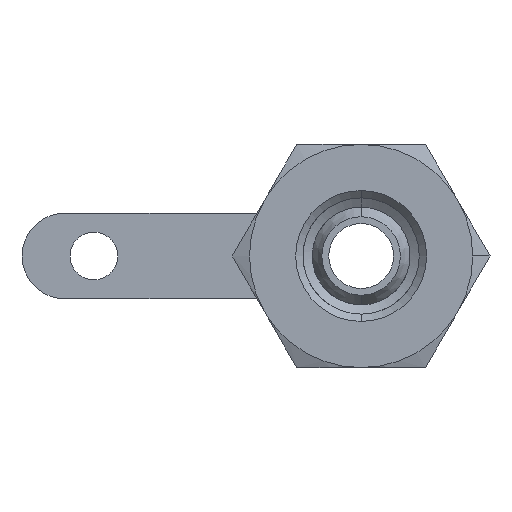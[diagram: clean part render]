
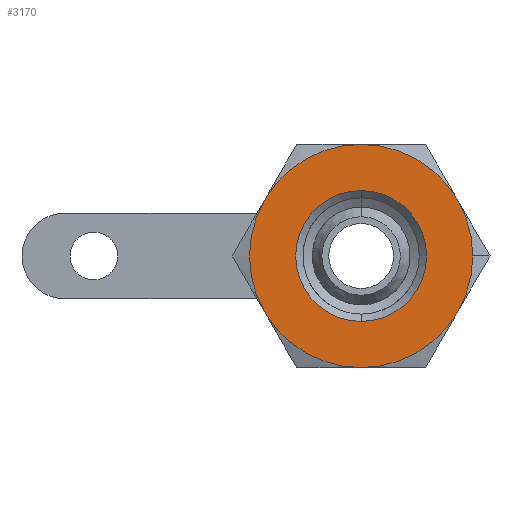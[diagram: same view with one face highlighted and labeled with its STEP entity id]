
A CAD part, front view. The second image highlights one B-rep face of the part: STEP entity #3170.
In plain terms, the highlighted planar face has unit normal (0, -1, 0).
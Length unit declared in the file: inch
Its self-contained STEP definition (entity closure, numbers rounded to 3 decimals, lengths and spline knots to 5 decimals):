
#12 = VERTEX_POINT ( 'NONE', #3557 ) ;
#35 = DIRECTION ( 'NONE',  ( 0., -1., 0. ) ) ;
#59 = CARTESIAN_POINT ( 'NONE',  ( -0.01313, -0.44648, 0.00038 ) ) ;
#115 = VERTEX_POINT ( 'NONE', #1958 ) ;
#116 = AXIS2_PLACEMENT_3D ( 'NONE', #2732, #299, #3139 ) ;
#263 = CARTESIAN_POINT ( 'NONE',  ( -0.01313, -0.44648, -0.10662 ) ) ;
#299 = DIRECTION ( 'NONE',  ( 0., -1., 0. ) ) ;
#322 = ORIENTED_EDGE ( 'NONE', *, *, #3686, .T. ) ;
#365 = CARTESIAN_POINT ( 'NONE',  ( -0.17118, -0.44648, -0.09087 ) ) ;
#384 = DIRECTION ( 'NONE',  ( 0., -1., 0. ) ) ;
#469 = DIRECTION ( 'NONE',  ( 1., 0., 0. ) ) ;
#475 = CARTESIAN_POINT ( 'NONE',  ( -0.01313, -0.44648, 0.18288 ) ) ;
#523 = DIRECTION ( 'NONE',  ( 0., -1., 0. ) ) ;
#539 = EDGE_CURVE ( 'NONE', #780, #1767, #3531, .T. ) ;
#576 = CARTESIAN_POINT ( 'NONE',  ( -0.01313, -0.44648, 0.00038 ) ) ;
#679 = EDGE_LOOP ( 'NONE', ( #1489, #322, #1625, #1849, #2760, #4900, #2631 ) ) ;
#780 = VERTEX_POINT ( 'NONE', #4225 ) ;
#819 = CIRCLE ( 'NONE', #5107, 0.1825 ) ;
#965 = EDGE_LOOP ( 'NONE', ( #3977, #2153 ) ) ;
#1001 = DIRECTION ( 'NONE',  ( 1., 0., 0. ) ) ;
#1285 = CARTESIAN_POINT ( 'NONE',  ( -0.01313, -0.44648, -0.18212 ) ) ;
#1338 = CIRCLE ( 'NONE', #1766, 0.1825 ) ;
#1437 = CARTESIAN_POINT ( 'NONE',  ( -0.01313, -0.44648, 0.00038 ) ) ;
#1480 = CIRCLE ( 'NONE', #3668, 0.1825 ) ;
#1489 = ORIENTED_EDGE ( 'NONE', *, *, #539, .T. ) ;
#1522 = VERTEX_POINT ( 'NONE', #1800 ) ;
#1625 = ORIENTED_EDGE ( 'NONE', *, *, #2043, .T. ) ;
#1632 = EDGE_CURVE ( 'NONE', #4819, #3802, #1480, .T. ) ;
#1694 = DIRECTION ( 'NONE',  ( 0., 1., 0. ) ) ;
#1766 = AXIS2_PLACEMENT_3D ( 'NONE', #2952, #523, #3372 ) ;
#1767 = VERTEX_POINT ( 'NONE', #475 ) ;
#1800 = CARTESIAN_POINT ( 'NONE',  ( -0.17118, -0.44648, 0.09163 ) ) ;
#1849 = ORIENTED_EDGE ( 'NONE', *, *, #1632, .T. ) ;
#1858 = DIRECTION ( 'NONE',  ( 1., 0., 0. ) ) ;
#1922 = CARTESIAN_POINT ( 'NONE',  ( -0.01313, -0.44648, 0.00038 ) ) ;
#1958 = CARTESIAN_POINT ( 'NONE',  ( 0.14492, -0.44648, -0.09087 ) ) ;
#2043 = EDGE_CURVE ( 'NONE', #1522, #4819, #819, .T. ) ;
#2078 = CARTESIAN_POINT ( 'NONE',  ( -0.01313, -0.44648, 0.00038 ) ) ;
#2153 = ORIENTED_EDGE ( 'NONE', *, *, #4662, .T. ) ;
#2297 = AXIS2_PLACEMENT_3D ( 'NONE', #1437, #4314, #1858 ) ;
#2314 = FACE_OUTER_BOUND ( 'NONE', #679, .T. ) ;
#2329 = DIRECTION ( 'NONE',  ( 1., 0., 0. ) ) ;
#2473 = CARTESIAN_POINT ( 'NONE',  ( -0.01313, -0.44648, 0.00038 ) ) ;
#2476 = DIRECTION ( 'NONE',  ( 1., 0., 0. ) ) ;
#2505 = CIRCLE ( 'NONE', #2297, 0.1825 ) ;
#2631 = ORIENTED_EDGE ( 'NONE', *, *, #3351, .T. ) ;
#2638 = CIRCLE ( 'NONE', #4914, 0.107 ) ;
#2732 = CARTESIAN_POINT ( 'NONE',  ( -0.01313, -0.44648, 0.00038 ) ) ;
#2760 = ORIENTED_EDGE ( 'NONE', *, *, #2986, .T. ) ;
#2767 = CIRCLE ( 'NONE', #4388, 0.1825 ) ;
#2802 = PLANE ( 'NONE',  #3565 ) ;
#2824 = CARTESIAN_POINT ( 'NONE',  ( 0.08187, -0.44648, 0.00038 ) ) ;
#2869 = CIRCLE ( 'NONE', #116, 0.1825 ) ;
#2879 = DIRECTION ( 'NONE',  ( 1., 0., 0. ) ) ;
#2897 = DIRECTION ( 'NONE',  ( 0., -1., 0. ) ) ;
#2952 = CARTESIAN_POINT ( 'NONE',  ( -0.01313, -0.44648, 0.00038 ) ) ;
#2986 = EDGE_CURVE ( 'NONE', #3802, #115, #2505, .T. ) ;
#3057 = VERTEX_POINT ( 'NONE', #3095 ) ;
#3095 = CARTESIAN_POINT ( 'NONE',  ( -0.01313, -0.44648, 0.10738 ) ) ;
#3139 = DIRECTION ( 'NONE',  ( 1., 0., 0. ) ) ;
#3153 = AXIS2_PLACEMENT_3D ( 'NONE', #576, #3423, #1001 ) ;
#3170 = ADVANCED_FACE ( 'NONE', ( #4382, #2314 ), #2802, .T. ) ;
#3232 = DIRECTION ( 'NONE',  ( -1., 0., 0. ) ) ;
#3351 = EDGE_CURVE ( 'NONE', #12, #780, #2869, .T. ) ;
#3372 = DIRECTION ( 'NONE',  ( 1., 0., 0. ) ) ;
#3423 = DIRECTION ( 'NONE',  ( 0., -1., 0. ) ) ;
#3531 = CIRCLE ( 'NONE', #3153, 0.1825 ) ;
#3557 = CARTESIAN_POINT ( 'NONE',  ( 0.16937, -0.44648, 0.00038 ) ) ;
#3565 = AXIS2_PLACEMENT_3D ( 'NONE', #2824, #384, #3232 ) ;
#3668 = AXIS2_PLACEMENT_3D ( 'NONE', #2473, #35, #2879 ) ;
#3686 = EDGE_CURVE ( 'NONE', #1767, #1522, #2767, .T. ) ;
#3743 = EDGE_CURVE ( 'NONE', #4571, #3057, #2638, .T. ) ;
#3802 = VERTEX_POINT ( 'NONE', #1285 ) ;
#3969 = CIRCLE ( 'NONE', #5233, 0.107 ) ;
#3977 = ORIENTED_EDGE ( 'NONE', *, *, #3743, .T. ) ;
#4149 = CARTESIAN_POINT ( 'NONE',  ( -0.01313, -0.44648, 0.00038 ) ) ;
#4225 = CARTESIAN_POINT ( 'NONE',  ( 0.14492, -0.44648, 0.09163 ) ) ;
#4314 = DIRECTION ( 'NONE',  ( 0., -1., 0. ) ) ;
#4382 = FACE_BOUND ( 'NONE', #965, .T. ) ;
#4388 = AXIS2_PLACEMENT_3D ( 'NONE', #2078, #4934, #2476 ) ;
#4408 = EDGE_CURVE ( 'NONE', #115, #12, #1338, .T. ) ;
#4570 = DIRECTION ( 'NONE',  ( 1., 0., 0. ) ) ;
#4571 = VERTEX_POINT ( 'NONE', #263 ) ;
#4662 = EDGE_CURVE ( 'NONE', #3057, #4571, #3969, .T. ) ;
#4792 = DIRECTION ( 'NONE',  ( 0., 1., 0. ) ) ;
#4819 = VERTEX_POINT ( 'NONE', #365 ) ;
#4900 = ORIENTED_EDGE ( 'NONE', *, *, #4408, .T. ) ;
#4914 = AXIS2_PLACEMENT_3D ( 'NONE', #4149, #1694, #4570 ) ;
#4934 = DIRECTION ( 'NONE',  ( 0., -1., 0. ) ) ;
#5107 = AXIS2_PLACEMENT_3D ( 'NONE', #59, #2897, #469 ) ;
#5233 = AXIS2_PLACEMENT_3D ( 'NONE', #1922, #4792, #2329 ) ;
